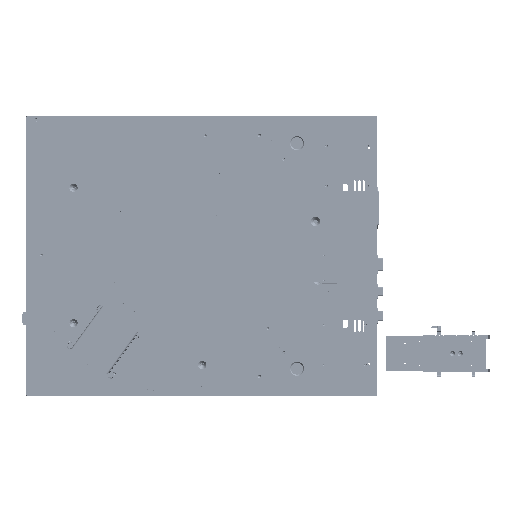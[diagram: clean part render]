
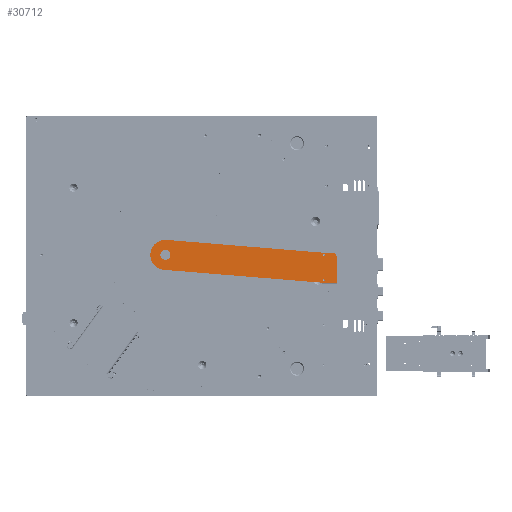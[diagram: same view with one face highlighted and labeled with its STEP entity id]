
A CAD part, top view. The second image highlights one B-rep face of the part: STEP entity #30712.
In plain terms, the highlighted planar face has unit normal (0, 0, 1).
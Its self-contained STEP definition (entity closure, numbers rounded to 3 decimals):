
#1538 = AXIS2_PLACEMENT_3D ( 'NONE', #67005, #201855, #375748 ) ;
#4393 = EDGE_CURVE ( 'NONE', #296083, #296083, #27072, .T. ) ;
#11781 = DIRECTION ( 'NONE',  ( 1., 0., 0. ) ) ;
#13755 = CARTESIAN_POINT ( 'NONE',  ( 269.5, -55.5, 1241.3 ) ) ;
#13969 = EDGE_CURVE ( 'NONE', #58295, #53970, #140913, .T. ) ;
#17076 = DIRECTION ( 'NONE',  ( 0.997, -0.082, 0. ) ) ;
#18142 = CARTESIAN_POINT ( 'NONE',  ( -70.248, 29.9, 1241.3 ) ) ;
#20095 = CARTESIAN_POINT ( 'NONE',  ( -82.7, 0., 1241.3 ) ) ;
#21309 = VECTOR ( 'NONE', #17076, 1000. ) ;
#22870 = PLANE ( 'NONE',  #280692 ) ;
#27072 = CIRCLE ( 'NONE', #299002, 2.25 ) ;
#30712 = ADVANCED_FACE ( 'NONE', ( #376873, #109971, #374974, #104321 ), #22870, .T. ) ;
#32889 = CARTESIAN_POINT ( 'NONE',  ( 241.25, -1., 1241.3 ) ) ;
#34392 = VERTEX_POINT ( 'NONE', #96371 ) ;
#36942 = CARTESIAN_POINT ( 'NONE',  ( -72.7, 0., 1241.3 ) ) ;
#37427 = ORIENTED_EDGE ( 'NONE', *, *, #4393, .T. ) ;
#41075 = EDGE_CURVE ( 'NONE', #190692, #190692, #118921, .T. ) ;
#44057 = ORIENTED_EDGE ( 'NONE', *, *, #71919, .T. ) ;
#45733 = CARTESIAN_POINT ( 'NONE',  ( -75.133, -29.901, 1241.3 ) ) ;
#50088 = VERTEX_POINT ( 'NONE', #13755 ) ;
#51255 = DIRECTION ( 'NONE',  ( 0., 0., -1. ) ) ;
#53388 = AXIS2_PLACEMENT_3D ( 'NONE', #133344, #160547, #309354 ) ;
#53970 = VERTEX_POINT ( 'NONE', #334644 ) ;
#58295 = VERTEX_POINT ( 'NONE', #18142 ) ;
#65766 = CARTESIAN_POINT ( 'NONE',  ( -75.133, -29.901, 1241.3 ) ) ;
#67005 = CARTESIAN_POINT ( 'NONE',  ( -72.7, 0., 1241.3 ) ) ;
#71919 = EDGE_CURVE ( 'NONE', #304199, #304199, #257439, .T. ) ;
#87559 = DIRECTION ( 'NONE',  ( -1., 0., 0. ) ) ;
#89302 = CIRCLE ( 'NONE', #317626, 30. ) ;
#95445 = VECTOR ( 'NONE', #252973, 1000. ) ;
#96371 = CARTESIAN_POINT ( 'NONE',  ( 239.5, -55.5, 1241.3 ) ) ;
#104321 = FACE_BOUND ( 'NONE', #167958, .T. ) ;
#107762 = EDGE_CURVE ( 'NONE', #109043, #191439, #197765, .T. ) ;
#109043 = VERTEX_POINT ( 'NONE', #354115 ) ;
#109971 = FACE_OUTER_BOUND ( 'NONE', #165430, .T. ) ;
#113178 = DIRECTION ( 'NONE',  ( 1., 0., 0. ) ) ;
#117438 = AXIS2_PLACEMENT_3D ( 'NONE', #171379, #51255, #113178 ) ;
#118529 = DIRECTION ( 'NONE',  ( 0., 0., -1. ) ) ;
#118921 = CIRCLE ( 'NONE', #1538, 10. ) ;
#133344 = CARTESIAN_POINT ( 'NONE',  ( 243.5, -51., 1241.3 ) ) ;
#138697 = VECTOR ( 'NONE', #167972, 1000. ) ;
#140913 = LINE ( 'NONE', #197216, #21309 ) ;
#141218 = EDGE_CURVE ( 'NONE', #191439, #50088, #377787, .T. ) ;
#160547 = DIRECTION ( 'NONE',  ( 0., 0., -1. ) ) ;
#160678 = CARTESIAN_POINT ( 'NONE',  ( 259.5, 4.5, 1241.3 ) ) ;
#163004 = VECTOR ( 'NONE', #245877, 1000. ) ;
#165430 = EDGE_LOOP ( 'NONE', ( #316745, #240736, #334585, #379027, #380611, #341880, #265290 ) ) ;
#166046 = CARTESIAN_POINT ( 'NONE',  ( 239.5, -55.5, 1241.3 ) ) ;
#167958 = EDGE_LOOP ( 'NONE', ( #365081 ) ) ;
#167972 = DIRECTION ( 'NONE',  ( -1., 0., 0. ) ) ;
#171379 = CARTESIAN_POINT ( 'NONE',  ( 259.5, -5.5, 1241.3 ) ) ;
#188009 = EDGE_CURVE ( 'NONE', #283385, #58295, #89302, .T. ) ;
#190692 = VERTEX_POINT ( 'NONE', #20095 ) ;
#191439 = VERTEX_POINT ( 'NONE', #194437 ) ;
#193127 = LINE ( 'NONE', #45733, #95445 ) ;
#194437 = CARTESIAN_POINT ( 'NONE',  ( 269.5, -5.5, 1241.3 ) ) ;
#197216 = CARTESIAN_POINT ( 'NONE',  ( 239.5, 4.5, 1241.3 ) ) ;
#197329 = DIRECTION ( 'NONE',  ( 0., 0., 1. ) ) ;
#197765 = CIRCLE ( 'NONE', #117438, 10. ) ;
#201855 = DIRECTION ( 'NONE',  ( 0., 0., -1. ) ) ;
#209633 = CARTESIAN_POINT ( 'NONE',  ( 243.5, -1., 1241.3 ) ) ;
#215222 = DIRECTION ( 'NONE',  ( 0., 0., -1. ) ) ;
#226010 = LINE ( 'NONE', #166046, #138697 ) ;
#228368 = EDGE_CURVE ( 'NONE', #53970, #109043, #249668, .T. ) ;
#228779 = EDGE_CURVE ( 'NONE', #34392, #283385, #193127, .T. ) ;
#240736 = ORIENTED_EDGE ( 'NONE', *, *, #141218, .F. ) ;
#245877 = DIRECTION ( 'NONE',  ( 1., 0., 0. ) ) ;
#249668 = LINE ( 'NONE', #160678, #163004 ) ;
#252973 = DIRECTION ( 'NONE',  ( -0.997, 0.081, 0. ) ) ;
#255793 = EDGE_CURVE ( 'NONE', #50088, #34392, #226010, .T. ) ;
#257439 = CIRCLE ( 'NONE', #53388, 2.25 ) ;
#262399 = EDGE_LOOP ( 'NONE', ( #37427 ) ) ;
#265290 = ORIENTED_EDGE ( 'NONE', *, *, #228779, .F. ) ;
#280692 = AXIS2_PLACEMENT_3D ( 'NONE', #316957, #197329, #282310 ) ;
#282310 = DIRECTION ( 'NONE',  ( 1., 0., 0. ) ) ;
#282980 = EDGE_LOOP ( 'NONE', ( #44057 ) ) ;
#283385 = VERTEX_POINT ( 'NONE', #65766 ) ;
#296083 = VERTEX_POINT ( 'NONE', #32889 ) ;
#299002 = AXIS2_PLACEMENT_3D ( 'NONE', #209633, #118529, #87559 ) ;
#304199 = VERTEX_POINT ( 'NONE', #327451 ) ;
#309354 = DIRECTION ( 'NONE',  ( -1., 0., 0. ) ) ;
#316745 = ORIENTED_EDGE ( 'NONE', *, *, #255793, .F. ) ;
#316957 = CARTESIAN_POINT ( 'NONE',  ( 259.5, -5.5, 1241.3 ) ) ;
#317626 = AXIS2_PLACEMENT_3D ( 'NONE', #36942, #215222, #11781 ) ;
#317863 = DIRECTION ( 'NONE',  ( 0., -1., 0. ) ) ;
#327451 = CARTESIAN_POINT ( 'NONE',  ( 241.25, -51., 1241.3 ) ) ;
#334585 = ORIENTED_EDGE ( 'NONE', *, *, #107762, .F. ) ;
#334644 = CARTESIAN_POINT ( 'NONE',  ( 239.5, 4.5, 1241.3 ) ) ;
#339845 = VECTOR ( 'NONE', #317863, 1000. ) ;
#341880 = ORIENTED_EDGE ( 'NONE', *, *, #188009, .F. ) ;
#343101 = CARTESIAN_POINT ( 'NONE',  ( 269.5, -55.5, 1241.3 ) ) ;
#354115 = CARTESIAN_POINT ( 'NONE',  ( 259.5, 4.5, 1241.3 ) ) ;
#365081 = ORIENTED_EDGE ( 'NONE', *, *, #41075, .T. ) ;
#374974 = FACE_BOUND ( 'NONE', #262399, .T. ) ;
#375748 = DIRECTION ( 'NONE',  ( -1., 0., 0. ) ) ;
#376873 = FACE_BOUND ( 'NONE', #282980, .T. ) ;
#377787 = LINE ( 'NONE', #343101, #339845 ) ;
#379027 = ORIENTED_EDGE ( 'NONE', *, *, #228368, .F. ) ;
#380611 = ORIENTED_EDGE ( 'NONE', *, *, #13969, .F. ) ;
